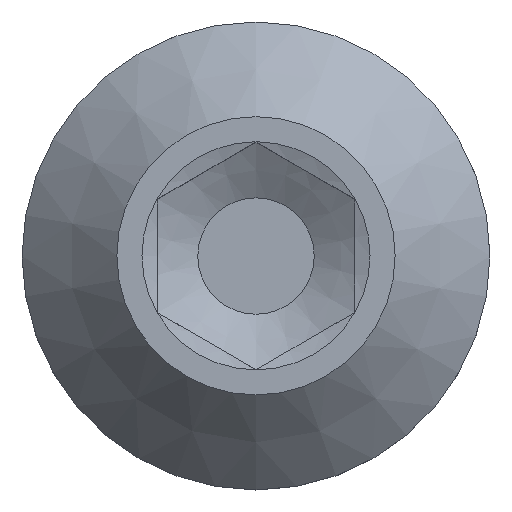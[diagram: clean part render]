
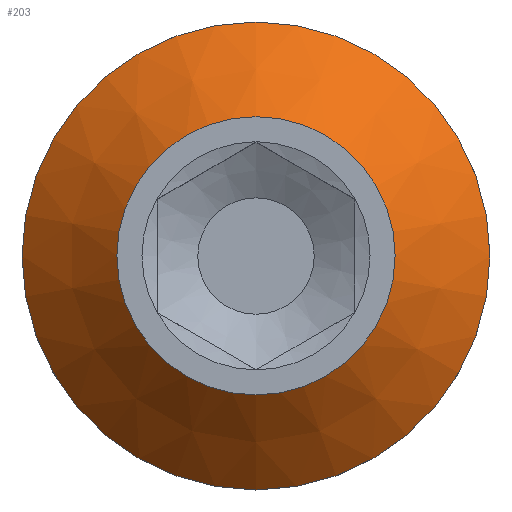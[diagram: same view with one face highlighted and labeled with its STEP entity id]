
A CAD part, top view. The second image highlights one B-rep face of the part: STEP entity #203.
In plain terms, the highlighted conical face has half-angle 45 degrees and reference radius 9.5 mm.
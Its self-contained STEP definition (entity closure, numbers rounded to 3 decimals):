
#203=ADVANCED_FACE('',(#236,#237),#238,.T.);
#236=FACE_OUTER_BOUND('',#288,.T.);
#237=FACE_BOUND('',#289,.T.);
#238=CONICAL_SURFACE('',#290,9.5,0.785);
#288=EDGE_LOOP('',(#380));
#289=EDGE_LOOP('',(#381));
#290=AXIS2_PLACEMENT_3D('',#382,#383,#384);
#380=ORIENTED_EDGE('',*,*,#469,.F.);
#381=ORIENTED_EDGE('',*,*,#468,.T.);
#382=CARTESIAN_POINT('',(0.0,0.,2.15));
#383=DIRECTION('',(0.0,0.,-1.0));
#384=DIRECTION('',(0.0,1.0,0.));
#468=EDGE_CURVE('',#518,#518,#519,.T.);
#469=EDGE_CURVE('',#520,#520,#521,.F.);
#518=VERTEX_POINT('',#744);
#519=CIRCLE('',#745,5.65);
#520=VERTEX_POINT('',#746);
#521=CIRCLE('',#747,9.5);
#744=CARTESIAN_POINT('',(0.0,5.65,6.));
#745=AXIS2_PLACEMENT_3D('',#772,#773,#774);
#746=CARTESIAN_POINT('',(0.,-9.5,2.15));
#747=AXIS2_PLACEMENT_3D('',#775,#776,#777);
#772=CARTESIAN_POINT('',(0.0,0.,6.));
#773=DIRECTION('',(0.0,0.,-1.0));
#774=DIRECTION('',(0.0,1.0,0.));
#775=CARTESIAN_POINT('',(0.0,0.,2.15));
#776=DIRECTION('',(0.0,0.,1.0));
#777=DIRECTION('',(0.0,-1.0,0.));
